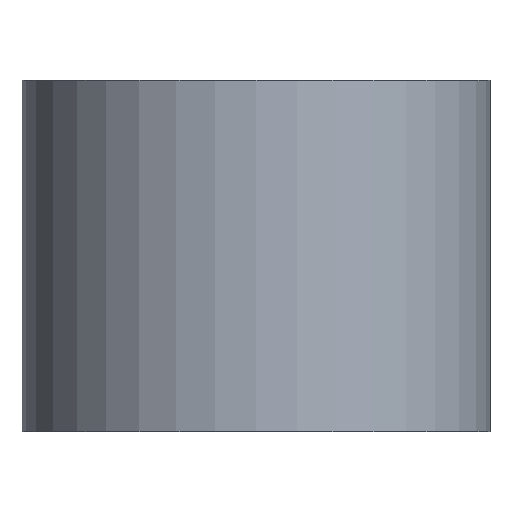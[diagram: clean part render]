
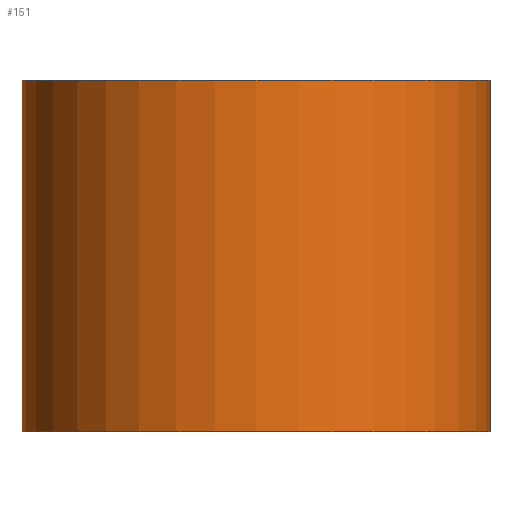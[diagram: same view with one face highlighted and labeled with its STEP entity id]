
A CAD part, front view. The second image highlights one B-rep face of the part: STEP entity #151.
In plain terms, the highlighted cylindrical face has radius 10 mm (diameter 20 mm), a partial arc.
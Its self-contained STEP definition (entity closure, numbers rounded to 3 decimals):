
#1 = CARTESIAN_POINT ( 'NONE',  ( 0., 0., 0. ) ) ;
#13 = EDGE_CURVE ( 'NONE', #114, #236, #228, .T. ) ;
#22 = CARTESIAN_POINT ( 'NONE',  ( 0., 0., 15. ) ) ;
#26 = CARTESIAN_POINT ( 'NONE',  ( 10., 0., 15. ) ) ;
#30 = EDGE_CURVE ( 'NONE', #166, #114, #119, .T. ) ;
#42 = EDGE_CURVE ( 'NONE', #203, #236, #109, .T. ) ;
#63 = CARTESIAN_POINT ( 'NONE',  ( -10., 0., 15. ) ) ;
#64 = DIRECTION ( 'NONE',  ( 0., 0., 1. ) ) ;
#71 = CARTESIAN_POINT ( 'NONE',  ( -10., 0., 0. ) ) ;
#96 = EDGE_CURVE ( 'NONE', #166, #203, #169, .T. ) ;
#104 = DIRECTION ( 'NONE',  ( 0., 0., -1. ) ) ;
#107 = CARTESIAN_POINT ( 'NONE',  ( -10., 0., 15. ) ) ;
#109 = CIRCLE ( 'NONE', #182, 10. ) ;
#110 = VECTOR ( 'NONE', #117, 1000. ) ;
#114 = VERTEX_POINT ( 'NONE', #26 ) ;
#116 = DIRECTION ( 'NONE',  ( 0., 0., 1. ) ) ;
#117 = DIRECTION ( 'NONE',  ( 0., 0., -1. ) ) ;
#119 = CIRCLE ( 'NONE', #172, 10. ) ;
#123 = ORIENTED_EDGE ( 'NONE', *, *, #30, .F. ) ;
#127 = DIRECTION ( 'NONE',  ( -1., 0., 0. ) ) ;
#142 = ORIENTED_EDGE ( 'NONE', *, *, #13, .F. ) ;
#151 = ADVANCED_FACE ( 'NONE', ( #241 ), #187, .T. ) ;
#153 = DIRECTION ( 'NONE',  ( 1., 0., 0. ) ) ;
#158 = CARTESIAN_POINT ( 'NONE',  ( 10., 0., 0. ) ) ;
#166 = VERTEX_POINT ( 'NONE', #107 ) ;
#168 = EDGE_LOOP ( 'NONE', ( #142, #123, #184, #179 ) ) ;
#169 = LINE ( 'NONE', #63, #201 ) ;
#172 = AXIS2_PLACEMENT_3D ( 'NONE', #22, #116, #209 ) ;
#179 = ORIENTED_EDGE ( 'NONE', *, *, #42, .T. ) ;
#182 = AXIS2_PLACEMENT_3D ( 'NONE', #1, #64, #153 ) ;
#184 = ORIENTED_EDGE ( 'NONE', *, *, #96, .T. ) ;
#187 = CYLINDRICAL_SURFACE ( 'NONE', #222, 10. ) ;
#191 = CARTESIAN_POINT ( 'NONE',  ( 10., 0., 15. ) ) ;
#192 = DIRECTION ( 'NONE',  ( 0., 0., -1. ) ) ;
#199 = CARTESIAN_POINT ( 'NONE',  ( 0., 0., 15. ) ) ;
#201 = VECTOR ( 'NONE', #192, 1000. ) ;
#203 = VERTEX_POINT ( 'NONE', #71 ) ;
#209 = DIRECTION ( 'NONE',  ( 1., 0., 0. ) ) ;
#222 = AXIS2_PLACEMENT_3D ( 'NONE', #199, #104, #127 ) ;
#228 = LINE ( 'NONE', #191, #110 ) ;
#236 = VERTEX_POINT ( 'NONE', #158 ) ;
#241 = FACE_OUTER_BOUND ( 'NONE', #168, .T. ) ;
